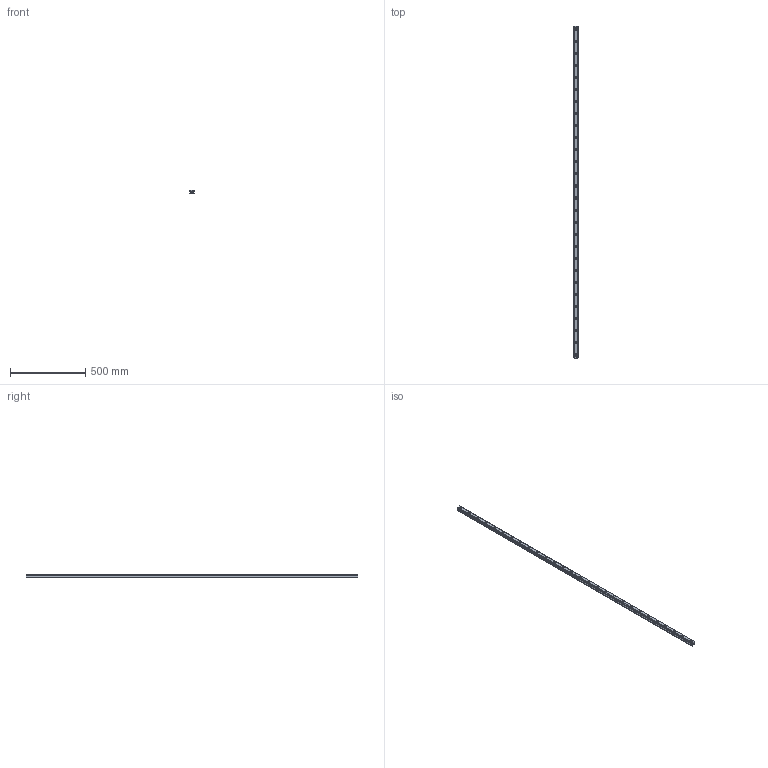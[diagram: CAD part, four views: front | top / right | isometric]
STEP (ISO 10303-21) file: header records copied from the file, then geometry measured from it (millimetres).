
FILE_DESCRIPTION(('STEP AP214'),'1');
FILE_NAME('cctmp_7E97FE84-8A75-416C-9A6A-B38D114FBE24_2020_6_24_9_31_58_800..stp','2020-06-24T07:31:59',('HIWIN GmbH'),('CADClick - www.CADClick.com'),'Spatial InterOp 3D',' ','unknown authorization');
FILE_SCHEMA(('AUTOMOTIVE_DESIGN'));
Length unit declared in the file: millimetre
Products named in the file (1): HGR30R2200H_FILE
Bounding box: 28 x 2200 x 26 mm (x, y, z)
Volume: 1278731.7 mm3; surface area: 273440.9 mm2
Topology: 1 solids, 1 shells, 367 faces, 831 edges, 554 vertices
Faces by surface type: cylinder 190, plane 177
Entity records: 13385 total; most frequent: DIRECTION 1947, CARTESIAN_POINT 1753, ORIENTED_EDGE 1662, EDGE_CURVE 831, AXIS2_PLACEMENT_3D 748, VERTEX_POINT 554, EDGE_LOOP 455, LINE 451
